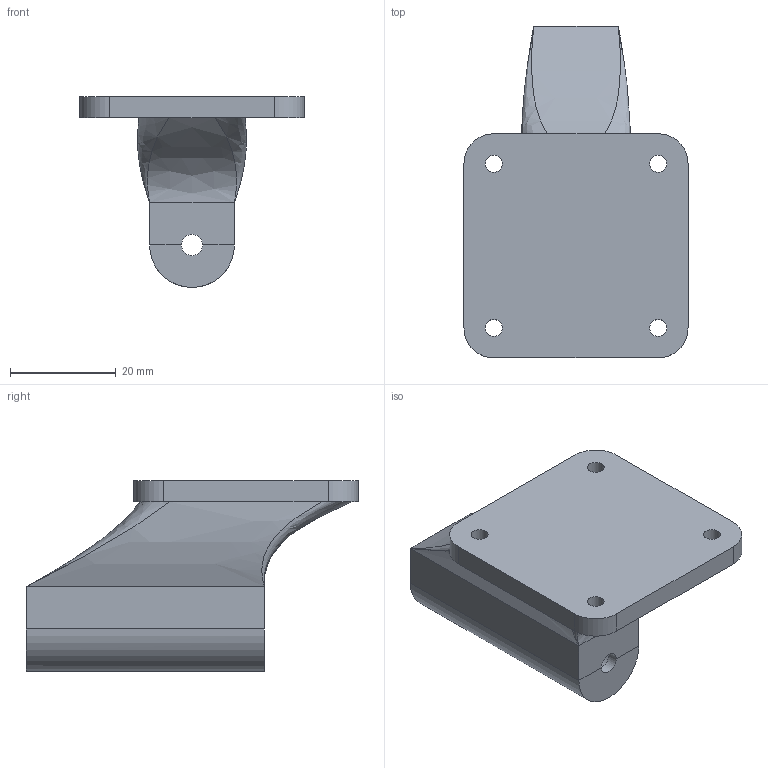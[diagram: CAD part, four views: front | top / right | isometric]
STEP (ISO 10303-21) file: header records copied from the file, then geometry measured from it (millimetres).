
FILE_DESCRIPTION(('FreeCAD Model'),'2;1');
FILE_NAME('Open CASCADE Shape Model','2023-07-03T11:33:26',('Author'),( ''),'Open CASCADE STEP processor 7.5','FreeCAD','Unknown');
FILE_SCHEMA(('AUTOMOTIVE_DESIGN { 1 0 10303 214 1 1 1 1 }'));
Length unit declared in the file: millimetre
Products named in the file (1): StepperBracket
Bounding box: 42.3 x 62.65 x 36 mm (x, y, z)
Volume: 26354.4 mm3; surface area: 9309.2 mm2
Topology: 1 solids, 1 shells, 45 faces, 110 edges, 67 vertices
Faces by surface type: plane 19, cylinder 15, bspline 8, cone 3
Full cylindrical faces by diameter (mm): 3.2 x4, 4 x1, 8 x1
Entity records: 2970 total; most frequent: CARTESIAN_POINT 705, DIRECTION 424, ORIENTED_EDGE 220, PCURVE 220, DEFINITIONAL_REPRESENTATION 220, LINE 219, VECTOR 219, EDGE_CURVE 110
